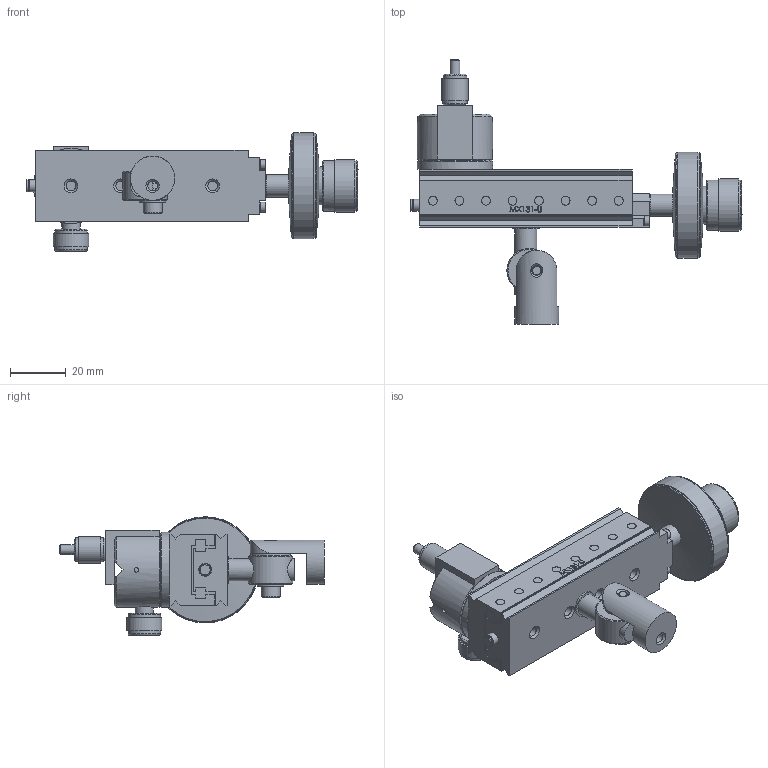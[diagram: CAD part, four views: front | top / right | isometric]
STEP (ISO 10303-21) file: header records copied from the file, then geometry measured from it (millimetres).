
FILE_DESCRIPTION (( 'STEP AP203' ), '1' );
FILE_NAME ('91240000E_step.STEP', '2018-11-13T22:52:23', ( '' ), ( '' ), 'SwSTEP 2.0', 'SolidWorks 2016', '' );
FILE_SCHEMA (( 'CONFIG_CONTROL_DESIGN' ));
Length unit declared in the file: inch
Products named in the file (1): 91240000E_step
Bounding box: 119.07 x 94.86 x 42.5 mm (x, y, z)
Volume: 72838 mm3; surface area: 20529.5 mm2
Topology: 1 solids, 2 shells, 532 faces, 1291 edges, 831 vertices
Faces by surface type: plane 342, cone 86, cylinder 58, bspline 42, torus 2, sphere 2
Full cylindrical faces by diameter (mm): 1.59 x1, 2.769 x1, 2.819 x1, 3.251 x1, 3.454 x10, 3.505 x1, 3.556 x2, 4.293 x2, 4.572 x1, 5.41 x2, 6.35 x2, 6.541 x1, 6.858 x1, 7.976 x2, 8.001 x1, 8.458 x1, 8.712 x1, 9.525 x3, 11.684 x2, 12.7 x1, 13.081 x1, 13.589 x1, 14.275 x1, 15.875 x2, 18.034 x2, 18.542 x1, 18.864 x1, 19.05 x1, 26.975 x1, 37.592 x2
Entity records: 17046 total; most frequent: CARTESIAN_POINT 5464, ORIENTED_EDGE 2282, DIRECTION 2201, EDGE_CURVE 1141, VERTEX_POINT 779, LINE 777, VECTOR 777, AXIS2_PLACEMENT_3D 712
